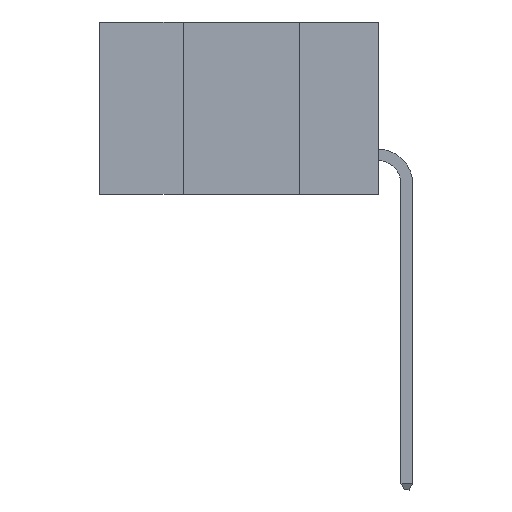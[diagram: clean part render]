
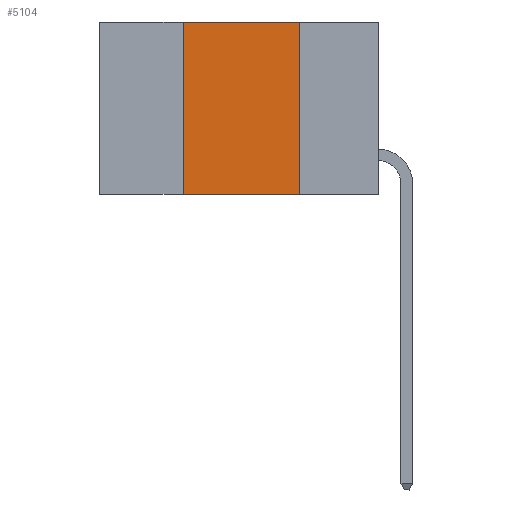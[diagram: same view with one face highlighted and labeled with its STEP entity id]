
A CAD part, left-side view. The second image highlights one B-rep face of the part: STEP entity #5104.
In plain terms, the highlighted planar face has unit normal (-1, 0, 0).
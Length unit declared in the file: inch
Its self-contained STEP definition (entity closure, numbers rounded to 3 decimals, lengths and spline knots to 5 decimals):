
#370 = VECTOR ( 'NONE', #10621, 39.37008 ) ;
#444 = DIRECTION ( 'NONE',  ( 0., 0., -1. ) ) ;
#1351 = ORIENTED_EDGE ( 'NONE', *, *, #7681, .F. ) ;
#2057 = VECTOR ( 'NONE', #16666, 39.37008 ) ;
#3350 = CARTESIAN_POINT ( 'NONE',  ( 0., 0.6, 0. ) ) ;
#5104 = ADVANCED_FACE ( 'NONE', ( #14313 ), #10494, .F. ) ;
#5700 = CARTESIAN_POINT ( 'NONE',  ( 0., 0.6, -0.37 ) ) ;
#6430 = ORIENTED_EDGE ( 'NONE', *, *, #20567, .T. ) ;
#7180 = LINE ( 'NONE', #5700, #13687 ) ;
#7479 = LINE ( 'NONE', #21572, #2057 ) ;
#7573 = CARTESIAN_POINT ( 'NONE',  ( 0., 0.42, -0.37 ) ) ;
#7681 = EDGE_CURVE ( 'NONE', #20065, #9871, #7479, .T. ) ;
#8383 = LINE ( 'NONE', #10313, #19571 ) ;
#9175 = CARTESIAN_POINT ( 'NONE',  ( 0., 0.17, -0.37 ) ) ;
#9201 = ORIENTED_EDGE ( 'NONE', *, *, #14000, .F. ) ;
#9871 = VERTEX_POINT ( 'NONE', #9175 ) ;
#10313 = CARTESIAN_POINT ( 'NONE',  ( 0., 0.6, 0. ) ) ;
#10345 = DIRECTION ( 'NONE',  ( 1., 0., 0. ) ) ;
#10494 = PLANE ( 'NONE',  #14066 ) ;
#10621 = DIRECTION ( 'NONE',  ( 0., 0., 1. ) ) ;
#12079 = DIRECTION ( 'NONE',  ( 0., -1., 0. ) ) ;
#12758 = EDGE_CURVE ( 'NONE', #15053, #20065, #8383, .T. ) ;
#13613 = LINE ( 'NONE', #20635, #370 ) ;
#13687 = VECTOR ( 'NONE', #17178, 39.37008 ) ;
#13962 = CARTESIAN_POINT ( 'NONE',  ( 0., 0.42, 0. ) ) ;
#13988 = CARTESIAN_POINT ( 'NONE',  ( 0., 0.17, 0. ) ) ;
#14000 = EDGE_CURVE ( 'NONE', #17370, #15053, #13613, .T. ) ;
#14066 = AXIS2_PLACEMENT_3D ( 'NONE', #3350, #10345, #444 ) ;
#14313 = FACE_OUTER_BOUND ( 'NONE', #21043, .T. ) ;
#15053 = VERTEX_POINT ( 'NONE', #13962 ) ;
#16666 = DIRECTION ( 'NONE',  ( 0., 0., -1. ) ) ;
#17178 = DIRECTION ( 'NONE',  ( 0., -1., 0. ) ) ;
#17370 = VERTEX_POINT ( 'NONE', #7573 ) ;
#18175 = ORIENTED_EDGE ( 'NONE', *, *, #12758, .F. ) ;
#19571 = VECTOR ( 'NONE', #12079, 39.37008 ) ;
#20065 = VERTEX_POINT ( 'NONE', #13988 ) ;
#20567 = EDGE_CURVE ( 'NONE', #17370, #9871, #7180, .T. ) ;
#20635 = CARTESIAN_POINT ( 'NONE',  ( 0., 0.42, 0. ) ) ;
#21043 = EDGE_LOOP ( 'NONE', ( #1351, #18175, #9201, #6430 ) ) ;
#21572 = CARTESIAN_POINT ( 'NONE',  ( 0., 0.17, 0. ) ) ;
